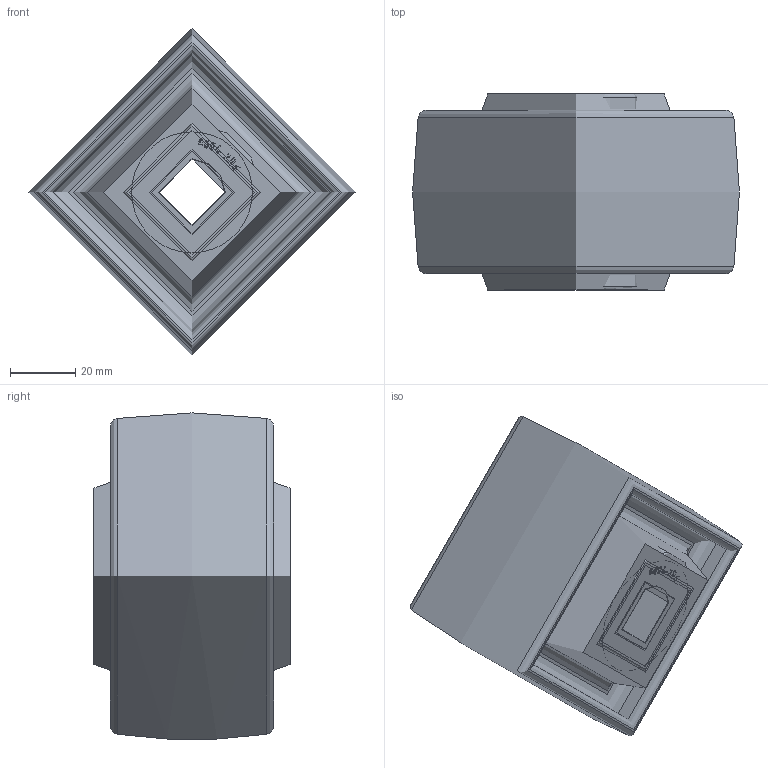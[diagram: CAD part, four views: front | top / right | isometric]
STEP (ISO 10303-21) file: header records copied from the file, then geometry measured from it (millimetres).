
FILE_DESCRIPTION(/* description */ ('','CAx-IF Rec.Pracs.---Representation and Presentation of Product Manufacturing Information (PMI)---4.0---2014-10-13'),/* implementation_level */ '2;1');
FILE_NAME(/* name */ 'K100NYJ20.step',/* time_stamp */ '2025-03-04T12:36:20Z',/* author */ (''),/* organization */ (''),/* preprocessor_version */ 'ST-DEVELOPER v20',/* originating_system */ 'Autodesk Translation Framework v13.20.0.188',/* authorisation */ '');
FILE_SCHEMA (('AP242_MANAGED_MODEL_BASED_3D_ENGINEERING_MIM_LF { 1 0 10303 442 1 1 4 }'));
Length unit declared in the file: millimetre
Products named in the file (17): K100NYJ20; NYLON WHEEL; BEARING6004 v1; BEARING6004; METAL; MIDDLE; BALL BEARINGS; Component1; RUBBER; BEARING6004 v1 (1); BEARING6004 (1); METAL (1); MIDDLE (1); BALL BEARINGS (1); Component1 (1); RUBBER (1); BEARING SPACER
Assembly tree (32 placements, depth 5):
  K100NYJ20
    NYLON WHEEL
    BEARING6004 v1
      BEARING6004
        METAL
        MIDDLE
        BALL BEARINGS
          Component1  x9
        RUBBER
    BEARING6004 v1 (1)
      BEARING6004 (1)
        METAL (1)
        MIDDLE (1)
        BALL BEARINGS (1)
          Component1 (1)  x9
        RUBBER (1)
    BEARING SPACER
Bounding box: 100 x 60 x 99.81 mm (x, y, z)
Volume: 296709.1 mm3; surface area: 73961 mm2
Topology: 30 solids, 30 shells, 882 faces, 2258 edges, 1496 vertices
Faces by surface type: bspline 389, plane 330, cylinder 109, sphere 36, torus 16, cone 2
Full cylindrical faces by diameter (mm): 8 x18, 20 x2, 21 x1, 24 x2, 25 x9, 26 x4, 27 x8, 35 x4, 36 x4, 37 x5, 38 x10, 42 x4, 85 x2
Entity records: 30960 total; most frequent: CARTESIAN_POINT 11888, ORIENTED_EDGE 4404, DIRECTION 2693, EDGE_CURVE 2202, VERTEX_POINT 1460, EDGE_LOOP 1026, LINE 997, VECTOR 997
